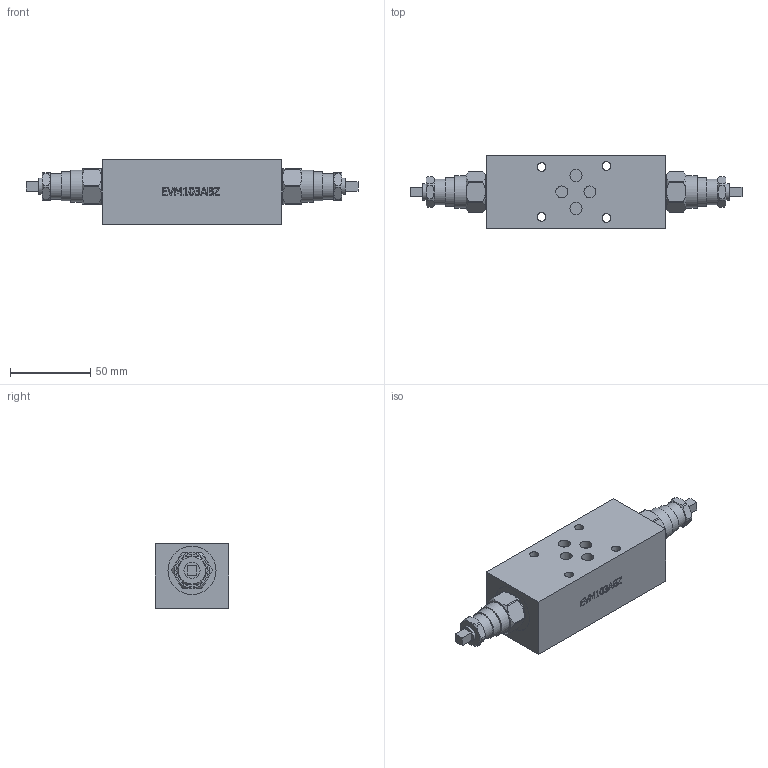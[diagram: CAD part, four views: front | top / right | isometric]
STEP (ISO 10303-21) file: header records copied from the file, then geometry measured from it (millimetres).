
FILE_DESCRIPTION(/* description */ (''),/* implementation_level */ '2;1');
FILE_NAME(/* name */ 'EVM103ABZ.stp',/* time_stamp */ '2016-05-10T16:45:07+02:00',/* author */ ('Lemoine2'),/* organization */ (''),/* preprocessor_version */ 'ST-DEVELOPER v16.1',/* originating_system */ 'Autodesk Inventor 2016',/* authorisation */ '');
FILE_SCHEMA (('AUTOMOTIVE_DESIGN { 1 0 10303 214 3 1 1 }'));
Length unit declared in the file: millimetre
Products named in the file (1): EVM103ABZ
Bounding box: 207 x 46 x 40 mm (x, y, z)
Volume: 220647.8 mm3; surface area: 34290.4 mm2
Topology: 3 solids, 3 shells, 316 faces, 776 edges, 509 vertices
Faces by surface type: plane 190, cone 50, bspline 46, cylinder 30
Full cylindrical faces by diameter (mm): 5.5 x4, 7.5 x8, 10 x2, 12 x4, 16 x2, 18 x2, 20 x2, 20.6 x2, 21 x2, 30 x2
Entity records: 9217 total; most frequent: CARTESIAN_POINT 2358, ORIENTED_EDGE 1438, DIRECTION 1183, EDGE_CURVE 719, VERTEX_POINT 484, AXIS2_PLACEMENT_3D 405, EDGE_LOOP 399, LINE 373
